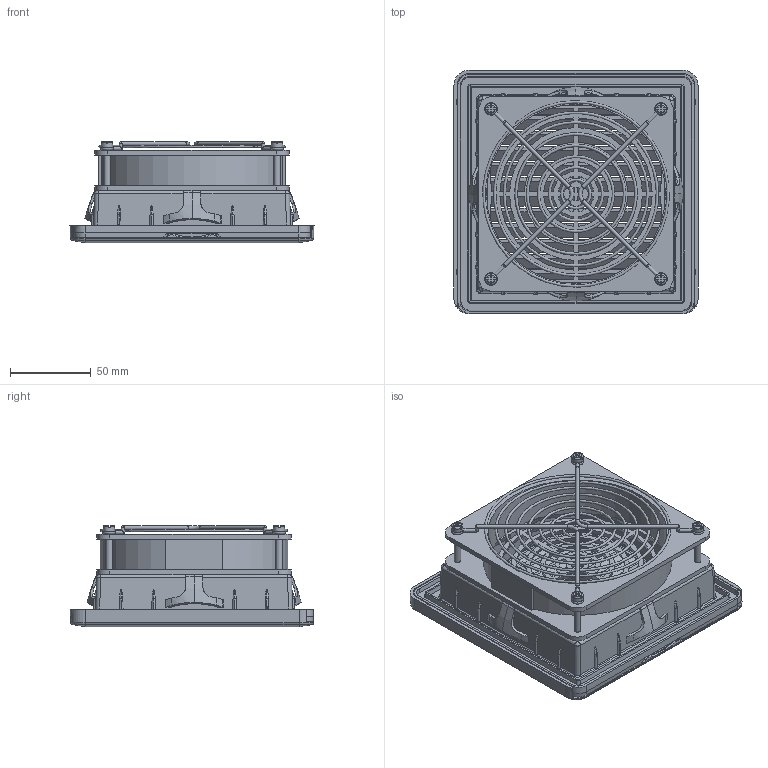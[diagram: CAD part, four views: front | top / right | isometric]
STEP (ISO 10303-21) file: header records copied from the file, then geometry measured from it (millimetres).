
FILE_DESCRIPTION(/* description */ (''),/* implementation_level */ '2;1');
FILE_NAME(/* name */ '150+矮风机.stp',/* time_stamp */ '2022-12-05T09:52:10+08:00',/* author */ (''),/* organization */ (''),/* preprocessor_version */ 'ST-DEVELOPER v16.7',/* originating_system */ 'SIEMENS PLM Software NX 12.0',/* authorisation */ '');
FILE_SCHEMA (('AUTOMOTIVE_DESIGN { 1 0 10303 214 3 1 1 1 }'));
Products named in the file (1): AdmiA33CB01Ce78w
Bounding box: 150.72 x 150.46 x 62.6 mm (x, y, z)
Volume: 157344.9 mm3; surface area: 180988.3 mm2
Topology: 8 solids, 8 shells, 1306 faces, 3551 edges, 2258 vertices
Faces by surface type: plane 659, cylinder 327, bspline 138, torus 94, cone 80, sphere 8
Full cylindrical faces by diameter (mm): 2.2 x12, 3 x4, 4 x8, 7 x4, 8 x1, 110.597 x1
Entity records: 52900 total; most frequent: CARTESIAN_POINT 21384, ORIENTED_EDGE 6898, DIRECTION 5909, EDGE_CURVE 3449, VERTEX_POINT 2222, AXIS2_PLACEMENT_3D 2020, LINE 1869, VECTOR 1869
